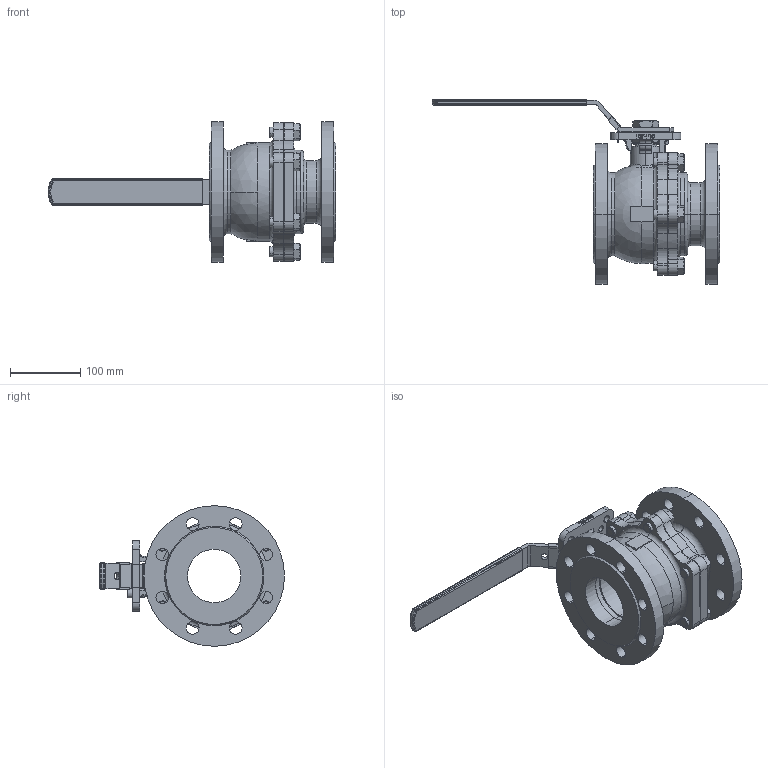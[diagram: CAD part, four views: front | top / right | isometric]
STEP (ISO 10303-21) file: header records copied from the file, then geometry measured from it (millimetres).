
FILE_DESCRIPTION (( 'STEP AP203' ), '1' );
FILE_NAME ('L62080²Õ¦X¥ó.STEP', '2016-11-15T06:23:16', ( '' ), ( '' ), 'SwSTEP 2.0', 'SolidWorks 2012', '' );
FILE_SCHEMA (( 'CONFIG_CONTROL_DESIGN' ));
Length unit declared in the file: millimetre
Products named in the file (20): BP156; AL62080; BL42; L62080組合件; OR06; SN03; SS05; PV37; HN69; HE34; TW19; SX32; SN11; SX12; SM41; PS15; MP14; SP17; ST45; BL62080
Assembly tree (27 placements, depth 2):
  L62080組合件
    BL42
    AL62080
    BP156
    BL62080
    ST45  x2
    SP17
    MP14
    PS15
    SM41
    SX12  x2
    SN11  x2
    SX32
    TW19
    HE34
    HN69  x6
    PV37
    SS05
    SN03
    OR06
Bounding box: 409.37 x 263.22 x 200 mm (x, y, z)
Volume: 2323976.3 mm3; surface area: 544764.7 mm2
Topology: 27 solids, 27 shells, 1048 faces, 2594 edges, 1615 vertices
Faces by surface type: plane 375, cylinder 341, bspline 153, cone 121, torus 42, sphere 16
Entity records: 41147 total; most frequent: CARTESIAN_POINT 17547, ORIENTED_EDGE 4584, DIRECTION 4197, EDGE_CURVE 2292, AXIS2_PLACEMENT_3D 1583, VERTEX_POINT 1443, EDGE_LOOP 1055, VECTOR 1031
